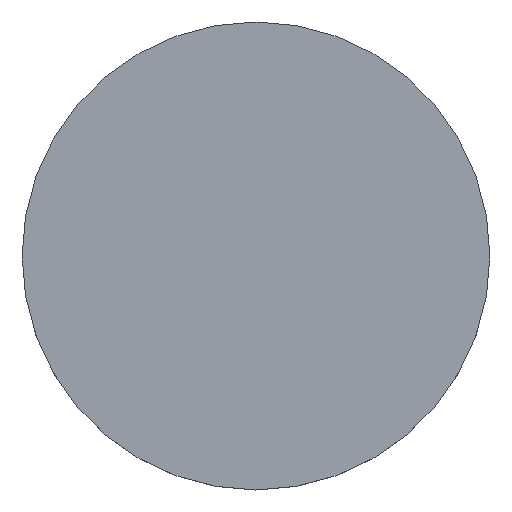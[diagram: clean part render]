
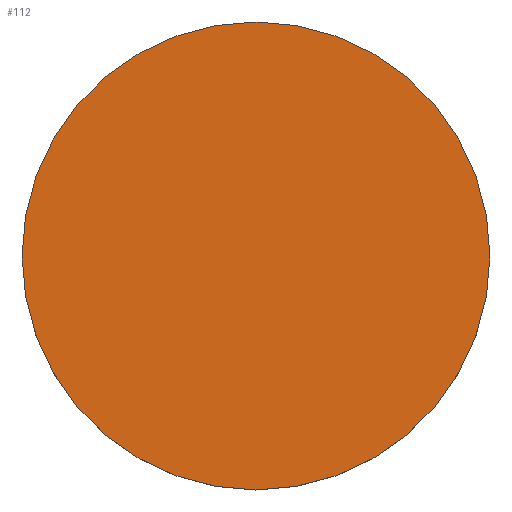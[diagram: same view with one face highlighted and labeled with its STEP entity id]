
A CAD part, top view. The second image highlights one B-rep face of the part: STEP entity #112.
In plain terms, the highlighted planar face has unit normal (0, 0, 1).
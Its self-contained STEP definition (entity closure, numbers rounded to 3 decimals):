
#25 = CARTESIAN_POINT ( 'NONE',  ( 0., 0., 3. ) ) ;
#28 = CARTESIAN_POINT ( 'NONE',  ( -12.7, 0., 3. ) ) ;
#29 = EDGE_CURVE ( 'NONE', #194, #228, #40, .T. ) ;
#40 = CIRCLE ( 'NONE', #90, 12.7 ) ;
#41 = ORIENTED_EDGE ( 'NONE', *, *, #29, .F. ) ;
#76 = DIRECTION ( 'NONE',  ( 0., 0., -1. ) ) ;
#78 = ORIENTED_EDGE ( 'NONE', *, *, #124, .F. ) ;
#90 = AXIS2_PLACEMENT_3D ( 'NONE', #25, #151, #184 ) ;
#112 = ADVANCED_FACE ( 'NONE', ( #153 ), #133, .T. ) ;
#113 = CIRCLE ( 'NONE', #168, 12.7 ) ;
#123 = CARTESIAN_POINT ( 'NONE',  ( 12.7, 0., 3. ) ) ;
#124 = EDGE_CURVE ( 'NONE', #228, #194, #113, .T. ) ;
#132 = DIRECTION ( 'NONE',  ( 0., 0., 1. ) ) ;
#133 = PLANE ( 'NONE',  #171 ) ;
#135 = DIRECTION ( 'NONE',  ( 1., 0., 0. ) ) ;
#151 = DIRECTION ( 'NONE',  ( 0., 0., -1. ) ) ;
#153 = FACE_OUTER_BOUND ( 'NONE', #188, .T. ) ;
#154 = CARTESIAN_POINT ( 'NONE',  ( 0., 0., 3. ) ) ;
#168 = AXIS2_PLACEMENT_3D ( 'NONE', #154, #76, #203 ) ;
#171 = AXIS2_PLACEMENT_3D ( 'NONE', #187, #132, #135 ) ;
#184 = DIRECTION ( 'NONE',  ( 1., 0., 0. ) ) ;
#187 = CARTESIAN_POINT ( 'NONE',  ( 0., 26.112, 3. ) ) ;
#188 = EDGE_LOOP ( 'NONE', ( #78, #41 ) ) ;
#194 = VERTEX_POINT ( 'NONE', #28 ) ;
#203 = DIRECTION ( 'NONE',  ( 1., 0., 0. ) ) ;
#228 = VERTEX_POINT ( 'NONE', #123 ) ;
